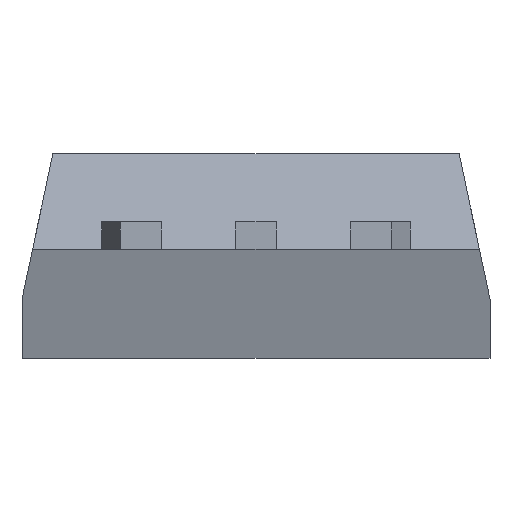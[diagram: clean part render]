
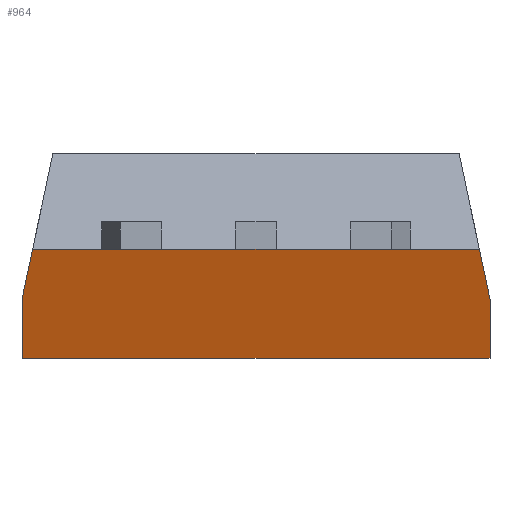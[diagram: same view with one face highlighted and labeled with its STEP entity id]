
A CAD part, front view. The second image highlights one B-rep face of the part: STEP entity #964.
In plain terms, the highlighted planar face has unit normal (0, -0.954, -0.301).
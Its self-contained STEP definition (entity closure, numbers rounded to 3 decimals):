
#142 = DIRECTION ( 'NONE',  ( -1., 0., 0. ) ) ;
#162 = CARTESIAN_POINT ( 'NONE',  ( 5.15, 12.898, 1.61 ) ) ;
#240 = VECTOR ( 'NONE', #1615, 1000. ) ;
#243 = VECTOR ( 'NONE', #1776, 1000. ) ;
#248 = EDGE_CURVE ( 'NONE', #1611, #602, #1346, .T. ) ;
#286 = CARTESIAN_POINT ( 'NONE',  ( 0., 14.257, -2.7 ) ) ;
#323 = DIRECTION ( 'NONE',  ( 0., 0.301, -0.954 ) ) ;
#346 = CARTESIAN_POINT ( 'NONE',  ( 4.916, 13.5, -0.3 ) ) ;
#350 = VERTEX_POINT ( 'NONE', #1336 ) ;
#393 = EDGE_CURVE ( 'NONE', #1926, #1880, #647, .T. ) ;
#399 = EDGE_LOOP ( 'NONE', ( #1214, #680, #868, #1062, #1021, #1885 ) ) ;
#419 = EDGE_CURVE ( 'NONE', #350, #1926, #1229, .T. ) ;
#526 = LINE ( 'NONE', #656, #667 ) ;
#602 = VERTEX_POINT ( 'NONE', #841 ) ;
#619 = CARTESIAN_POINT ( 'NONE',  ( -5.15, 12.898, 1.61 ) ) ;
#647 = LINE ( 'NONE', #1071, #243 ) ;
#656 = CARTESIAN_POINT ( 'NONE',  ( 5.13, 13.817, -1.304 ) ) ;
#667 = VECTOR ( 'NONE', #1078, 1000. ) ;
#680 = ORIENTED_EDGE ( 'NONE', *, *, #393, .F. ) ;
#837 = CARTESIAN_POINT ( 'NONE',  ( -4.916, 13.5, -0.3 ) ) ;
#841 = CARTESIAN_POINT ( 'NONE',  ( -5.15, 14.257, -2.7 ) ) ;
#846 = DIRECTION ( 'NONE',  ( 0., 0.954, 0.301 ) ) ;
#868 = ORIENTED_EDGE ( 'NONE', *, *, #419, .F. ) ;
#888 = LINE ( 'NONE', #619, #240 ) ;
#895 = VECTOR ( 'NONE', #142, 1000. ) ;
#899 = AXIS2_PLACEMENT_3D ( 'NONE', #1693, #846, #1546 ) ;
#964 = ADVANCED_FACE ( 'NONE', ( #1258 ), #1557, .F. ) ;
#1021 = ORIENTED_EDGE ( 'NONE', *, *, #248, .F. ) ;
#1062 = ORIENTED_EDGE ( 'NONE', *, *, #1308, .F. ) ;
#1071 = CARTESIAN_POINT ( 'NONE',  ( -5.15, 13.5, -0.3 ) ) ;
#1078 = DIRECTION ( 'NONE',  ( 0.199, 0.295, -0.935 ) ) ;
#1112 = DIRECTION ( 'NONE',  ( 0.199, -0.295, 0.935 ) ) ;
#1200 = VECTOR ( 'NONE', #323, 1000. ) ;
#1214 = ORIENTED_EDGE ( 'NONE', *, *, #1364, .F. ) ;
#1229 = LINE ( 'NONE', #1245, #1451 ) ;
#1245 = CARTESIAN_POINT ( 'NONE',  ( -5.13, 13.817, -1.304 ) ) ;
#1252 = CARTESIAN_POINT ( 'NONE',  ( 5.15, 14.257, -2.7 ) ) ;
#1258 = FACE_OUTER_BOUND ( 'NONE', #399, .T. ) ;
#1308 = EDGE_CURVE ( 'NONE', #602, #350, #888, .T. ) ;
#1336 = CARTESIAN_POINT ( 'NONE',  ( -5.15, 13.847, -1.4 ) ) ;
#1346 = LINE ( 'NONE', #286, #895 ) ;
#1364 = EDGE_CURVE ( 'NONE', #1880, #1917, #526, .T. ) ;
#1407 = EDGE_CURVE ( 'NONE', #1917, #1611, #1588, .T. ) ;
#1451 = VECTOR ( 'NONE', #1112, 1000. ) ;
#1546 = DIRECTION ( 'NONE',  ( -1., 0., 0. ) ) ;
#1557 = PLANE ( 'NONE',  #899 ) ;
#1588 = LINE ( 'NONE', #162, #1200 ) ;
#1611 = VERTEX_POINT ( 'NONE', #1252 ) ;
#1615 = DIRECTION ( 'NONE',  ( 0., -0.301, 0.954 ) ) ;
#1693 = CARTESIAN_POINT ( 'NONE',  ( 0., 14.257, -2.7 ) ) ;
#1723 = CARTESIAN_POINT ( 'NONE',  ( 5.15, 13.847, -1.4 ) ) ;
#1776 = DIRECTION ( 'NONE',  ( 1., 0., 0. ) ) ;
#1880 = VERTEX_POINT ( 'NONE', #346 ) ;
#1885 = ORIENTED_EDGE ( 'NONE', *, *, #1407, .F. ) ;
#1917 = VERTEX_POINT ( 'NONE', #1723 ) ;
#1926 = VERTEX_POINT ( 'NONE', #837 ) ;
